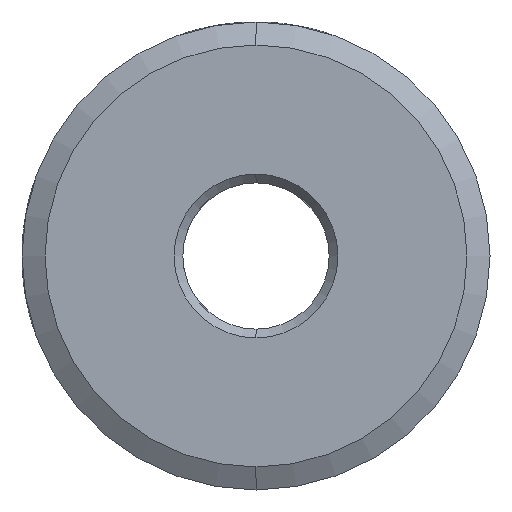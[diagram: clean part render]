
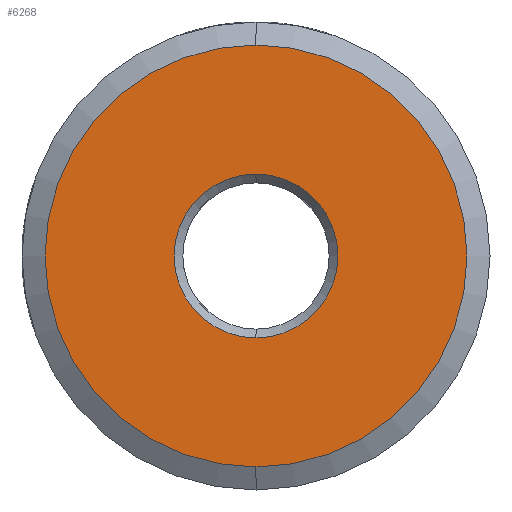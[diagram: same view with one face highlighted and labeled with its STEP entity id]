
A CAD part, left-side view. The second image highlights one B-rep face of the part: STEP entity #6268.
In plain terms, the highlighted planar face has unit normal (-1, 0, 0).
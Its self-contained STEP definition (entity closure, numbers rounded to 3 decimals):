
#2784=CARTESIAN_POINT('',(0.,0.,0.));
#2785=DIRECTION('',(-1.,0.,0.));
#2786=DIRECTION('',(0.,0.,1.));
#2787=AXIS2_PLACEMENT_3D('',#2784,#2785,#2786);
#2792=CARTESIAN_POINT('',(0.,0.,0.));
#2793=DIRECTION('',(-1.,0.,0.));
#2794=DIRECTION('',(0.,0.,-1.));
#2795=AXIS2_PLACEMENT_3D('',#2792,#2793,#2794);
#2800=CARTESIAN_POINT('',(0.,0.,0.));
#2801=DIRECTION('',(1.,0.,0.));
#2802=DIRECTION('',(0.,0.,1.));
#2803=AXIS2_PLACEMENT_3D('',#2800,#2801,#2802);
#2808=CARTESIAN_POINT('',(0.,0.,0.));
#2809=DIRECTION('',(1.,0.,0.));
#2810=DIRECTION('',(0.,0.,-1.));
#2811=AXIS2_PLACEMENT_3D('',#2808,#2809,#2810);
#4261=CARTESIAN_POINT('',(0.,0.,-2.8));
#4262=VERTEX_POINT('',#4261);
#4263=CARTESIAN_POINT('',(0.,0.,2.8));
#4264=VERTEX_POINT('',#4263);
#4269=CARTESIAN_POINT('',(0.,0.,7.213));
#4270=VERTEX_POINT('',#4269);
#4271=CARTESIAN_POINT('',(0.,0.,-7.213));
#4272=VERTEX_POINT('',#4271);
#6253=CARTESIAN_POINT('',(0.,0.,0.));
#6254=DIRECTION('',(-1.,0.,0.));
#6255=DIRECTION('',(0.,0.,1.));
#6256=AXIS2_PLACEMENT_3D('',#6253,#6254,#6255);
#6257=PLANE('',#6256);
#6259=ORIENTED_EDGE('',*,*,#6258,.F.);
#6261=ORIENTED_EDGE('',*,*,#6260,.F.);
#6262=EDGE_LOOP('',(#6259,#6261));
#6263=FACE_OUTER_BOUND('',#6262,.F.);
#6264=ORIENTED_EDGE('',*,*,#6240,.F.);
#6265=ORIENTED_EDGE('',*,*,#6219,.F.);
#6266=EDGE_LOOP('',(#6264,#6265));
#6267=FACE_BOUND('',#6266,.F.);
#2788=CIRCLE('',#2787,7.213);
#2796=CIRCLE('',#2795,7.213);
#2804=CIRCLE('',#2803,2.8);
#2812=CIRCLE('',#2811,2.8);
#6219=EDGE_CURVE('',#4262,#4264,#2812,.T.);
#6240=EDGE_CURVE('',#4264,#4262,#2804,.T.);
#6258=EDGE_CURVE('',#4270,#4272,#2788,.T.);
#6260=EDGE_CURVE('',#4272,#4270,#2796,.T.);
#6268=ADVANCED_FACE('',(#6263,#6267),#6257,.T.);
